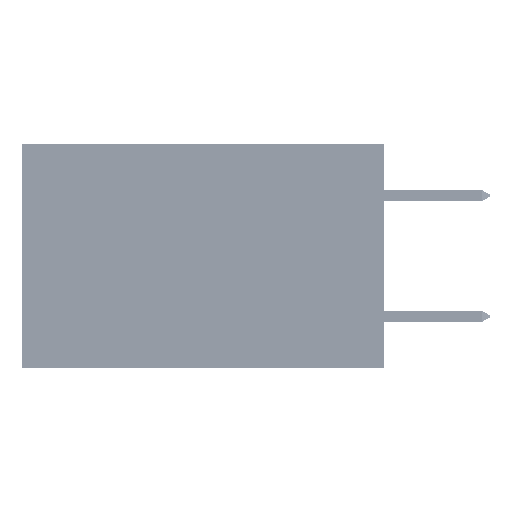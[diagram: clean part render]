
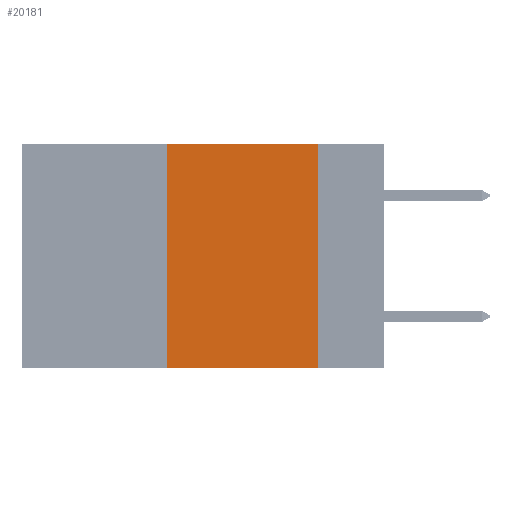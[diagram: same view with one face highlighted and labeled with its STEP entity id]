
A CAD part, left-side view. The second image highlights one B-rep face of the part: STEP entity #20181.
In plain terms, the highlighted planar face has unit normal (-1, 0, 0).
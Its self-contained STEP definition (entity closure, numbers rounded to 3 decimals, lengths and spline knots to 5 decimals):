
#546 = AXIS2_PLACEMENT_3D ( 'NONE', #19869, #35444, #4522 ) ;
#2593 = DIRECTION ( 'NONE',  ( 0., -1., 0. ) ) ;
#2900 = CARTESIAN_POINT ( 'NONE',  ( 0., 0.6, -0.37 ) ) ;
#2921 = FACE_OUTER_BOUND ( 'NONE', #47342, .T. ) ;
#4522 = DIRECTION ( 'NONE',  ( 0., 0., -1. ) ) ;
#4894 = CARTESIAN_POINT ( 'NONE',  ( 0., 0.11, -0.37 ) ) ;
#5025 = VECTOR ( 'NONE', #42849, 39.37008 ) ;
#6731 = VECTOR ( 'NONE', #2593, 39.37008 ) ;
#6834 = LINE ( 'NONE', #49164, #44596 ) ;
#6856 = CARTESIAN_POINT ( 'NONE',  ( 0., 0.36, 0. ) ) ;
#7182 = VERTEX_POINT ( 'NONE', #17078 ) ;
#7230 = CARTESIAN_POINT ( 'NONE',  ( 0., 0.11, 0. ) ) ;
#7281 = LINE ( 'NONE', #2900, #6731 ) ;
#8652 = ORIENTED_EDGE ( 'NONE', *, *, #39802, .F. ) ;
#16337 = PLANE ( 'NONE',  #546 ) ;
#17078 = CARTESIAN_POINT ( 'NONE',  ( 0., 0.36, -0.37 ) ) ;
#17523 = VERTEX_POINT ( 'NONE', #7230 ) ;
#18462 = ORIENTED_EDGE ( 'NONE', *, *, #39808, .F. ) ;
#18747 = VECTOR ( 'NONE', #23569, 39.37008 ) ;
#19869 = CARTESIAN_POINT ( 'NONE',  ( 0., 0.6, 0. ) ) ;
#20181 = ADVANCED_FACE ( 'NONE', ( #2921 ), #16337, .F. ) ;
#21174 = LINE ( 'NONE', #35119, #5025 ) ;
#23569 = DIRECTION ( 'NONE',  ( 0., 0., 1. ) ) ;
#23818 = VERTEX_POINT ( 'NONE', #4894 ) ;
#24163 = LINE ( 'NONE', #46502, #18747 ) ;
#34577 = EDGE_CURVE ( 'NONE', #7182, #23818, #7281, .T. ) ;
#35119 = CARTESIAN_POINT ( 'NONE',  ( 0., 0.6, 0. ) ) ;
#35444 = DIRECTION ( 'NONE',  ( 1., 0., 0. ) ) ;
#39522 = EDGE_CURVE ( 'NONE', #17523, #23818, #6834, .T. ) ;
#39748 = ORIENTED_EDGE ( 'NONE', *, *, #39522, .F. ) ;
#39802 = EDGE_CURVE ( 'NONE', #7182, #49393, #24163, .T. ) ;
#39808 = EDGE_CURVE ( 'NONE', #49393, #17523, #21174, .T. ) ;
#41634 = DIRECTION ( 'NONE',  ( 0., 0., -1. ) ) ;
#42849 = DIRECTION ( 'NONE',  ( 0., -1., 0. ) ) ;
#44596 = VECTOR ( 'NONE', #41634, 39.37008 ) ;
#46502 = CARTESIAN_POINT ( 'NONE',  ( 0., 0.36, 0. ) ) ;
#47342 = EDGE_LOOP ( 'NONE', ( #39748, #18462, #8652, #47443 ) ) ;
#47443 = ORIENTED_EDGE ( 'NONE', *, *, #34577, .T. ) ;
#49164 = CARTESIAN_POINT ( 'NONE',  ( 0., 0.11, 0. ) ) ;
#49393 = VERTEX_POINT ( 'NONE', #6856 ) ;
